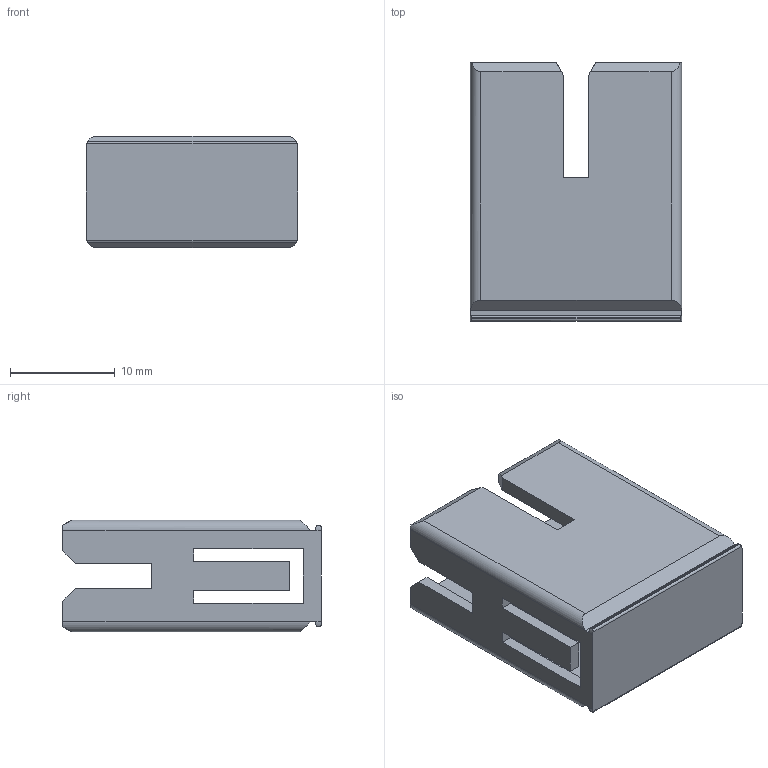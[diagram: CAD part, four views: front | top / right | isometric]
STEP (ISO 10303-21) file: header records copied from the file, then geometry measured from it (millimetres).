
FILE_DESCRIPTION(('STEP AP214'),'1');
FILE_NAME('cctmp_07B91F2F-1D04-4D13-B580-0AF9C7F3DA3E_2023_07_18_13_15_33_0106..stp','2023-07-18T11:15:33',('SIEMENS A&D'),('CADClick - www.CADClick.com'),'Spatial InterOp 3D postprocessed',' ','unknown authorization');
FILE_SCHEMA(('AUTOMOTIVE_DESIGN'));
Length unit declared in the file: millimetre
Products named in the file (1): 2023_07_18_13_15_33_0106
Bounding box: 20.2 x 24.7 x 10.7 mm (x, y, z)
Volume: 1841.4 mm3; surface area: 2988 mm2
Topology: 1 solids, 1 shells, 73 faces, 211 edges, 138 vertices
Faces by surface type: plane 60, cylinder 13
Entity records: 4078 total; most frequent: CARTESIAN_POINT 513, STYLED_ITEM 423, PRESENTATION_STYLE_ASSIGNMENT 423, ORIENTED_EDGE 422, DIRECTION 369, EDGE_CURVE 211, CURVE_STYLE 211, DRAUGHTING_PRE_DEFINED_CURVE_FONT 211
